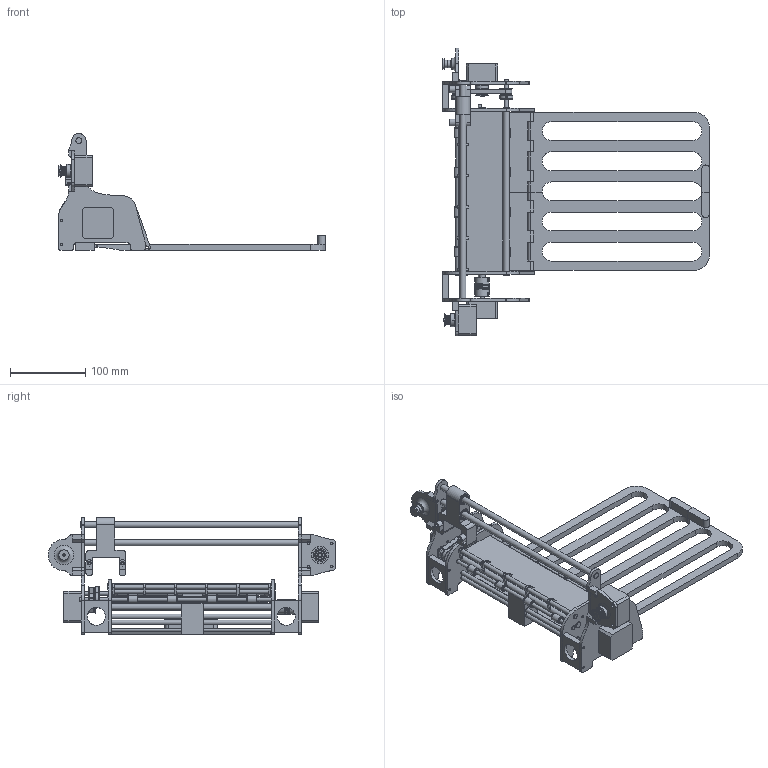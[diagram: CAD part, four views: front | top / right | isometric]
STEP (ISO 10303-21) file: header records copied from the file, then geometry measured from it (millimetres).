
FILE_DESCRIPTION(/* description */ (''),/* implementation_level */ '2;1');
FILE_NAME(/* name */ 'printer v94.step',/* time_stamp */ '2024-06-01T13:02:34+02:00',/* author */ (''),/* organization */ (''),/* preprocessor_version */ 'ST-DEVELOPER v20',/* originating_system */ 'Autodesk Translation Framework v13.14.0.145',/* authorisation */ '');
FILE_SCHEMA (('AUTOMOTIVE_DESIGN { 1 0 10303 214 3 1 1 }'));
Length unit declared in the file: millimetre
Products named in the file (26): printer; PagePickup; PaperWheel; PaperWheel_1; PagePickerShaft; 4147N159_Set Screw Precision Flexible Shaft Couplings; Configuration 1; PaperTray; Component2; Component1; PageFeed; PaperRoller; PaperRoller_1; Roller; Shaft; BackRoller; HeadMotion; 3764N107_High-Strength Gt Timing Belt Pulley; Carriage; mount-v2.1; Carrier; 6485K23_Linear and Rotary Ball Bearing; stepper; Component2_1; Component4; Body
Assembly tree (34 placements, depth 5):
  printer
    PagePickup
      PaperWheel
        PaperWheel_1
      PagePickerShaft
      4147N159_Set Screw Precision Flexible Shaft Couplings
      stepper
        Component2_1
        Component4
      Configuration 1
        PaperTray
          Component2
          Component1
    PageFeed
      3764N107_High-Strength Gt Timing Belt Pulley  x3
      stepper
        Component2_1
        Component4
      PaperRoller
        Roller
        Shaft
        BackRoller
      PaperRoller_1
        Roller
        Shaft
        BackRoller
    HeadMotion
      3764N107_High-Strength Gt Timing Belt Pulley
      Carriage
        mount-v2.1
        Carrier
        6485K23_Linear and Rotary Ball Bearing  x2
      stepper
        Component2_1
        Component4
    Body
Bounding box: 354.19 x 381.96 x 155.3 mm (x, y, z)
Volume: 788294.3 mm3; surface area: 365444.7 mm2
Topology: 140 solids, 140 shells, 2241 faces, 5622 edges, 3445 vertices
Faces by surface type: cylinder 1113, plane 618, sphere 180, bspline 165, cone 156, torus 9
Full cylindrical faces by diameter (mm): 3 x33, 3.5 x14, 4 x37, 5 x18, 5.5 x5, 6 x17, 8 x26, 8.5 x6, 9 x16, 10 x10, 13.764 x1, 15.5 x2, 22 x3, 23 x3, 24 x2
Entity records: 47544 total; most frequent: CARTESIAN_POINT 16062, DIRECTION 6457, ORIENTED_EDGE 6178, EDGE_CURVE 3089, AXIS2_PLACEMENT_3D 2494, VERTEX_POINT 2019, EDGE_LOOP 1628, LINE 1469
